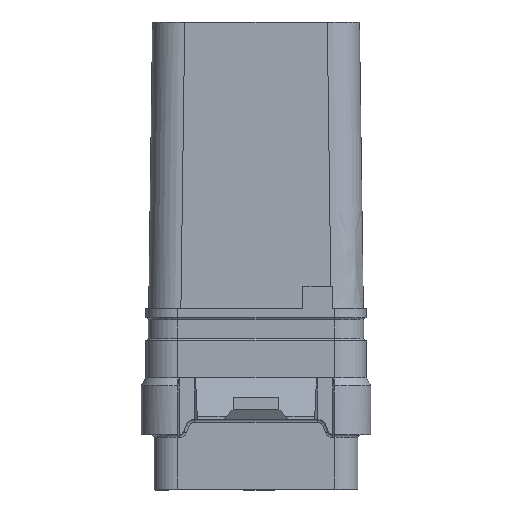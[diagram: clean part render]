
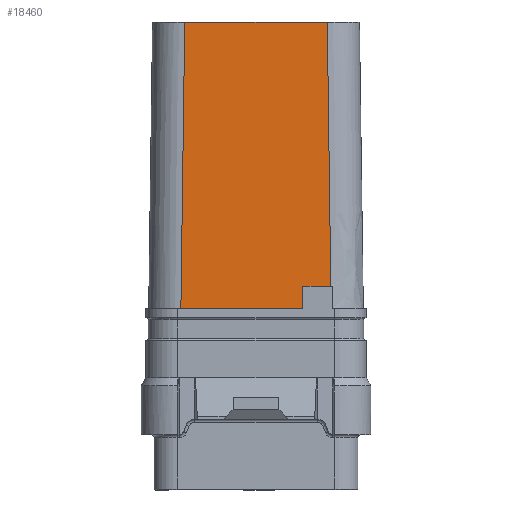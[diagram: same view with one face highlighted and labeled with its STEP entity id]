
A CAD part, front view. The second image highlights one B-rep face of the part: STEP entity #18460.
In plain terms, the highlighted planar face has unit normal (0, -1, 0.013).
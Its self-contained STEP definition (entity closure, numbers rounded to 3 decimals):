
#61=DIRECTION('',(1.,0.,0.));
#62=VECTOR('',#61,7.95);
#63=CARTESIAN_POINT('',(-4.9,-6.,0.));
#64=LINE('',#63,#62);
#65=DIRECTION('',(0.,0.013,1.));
#66=VECTOR('',#65,1.45);
#67=CARTESIAN_POINT('',(3.05,-6.,0.));
#68=LINE('',#67,#66);
#69=DIRECTION('',(0.013,0.013,1.));
#70=VECTOR('',#69,18.683);
#71=CARTESIAN_POINT('',(-4.9,-6.,0.));
#72=LINE('',#71,#70);
#73=DIRECTION('',(-1.,0.,0.));
#74=VECTOR('',#73,1.831);
#75=CARTESIAN_POINT('',(4.881,-5.981,1.45));
#76=LINE('',#75,#74);
#106=DIRECTION('',(-0.013,0.013,1.));
#107=VECTOR('',#106,17.233);
#108=CARTESIAN_POINT('',(4.881,-5.981,1.45));
#109=LINE('',#108,#107);
#4835=DIRECTION('',(1.,0.,0.));
#4836=VECTOR('',#4835,9.3);
#4837=CARTESIAN_POINT('',(-4.65,-5.75,18.68));
#4838=LINE('',#4837,#4836);
#15511=CARTESIAN_POINT('',(-4.65,-5.75,18.68));
#15512=VERTEX_POINT('',#15511);
#15513=CARTESIAN_POINT('',(4.65,-5.75,18.68));
#15514=VERTEX_POINT('',#15513);
#15527=CARTESIAN_POINT('',(-4.9,-6.,0.));
#15528=VERTEX_POINT('',#15527);
#15598=CARTESIAN_POINT('',(3.05,-6.,0.));
#15600=VERTEX_POINT('',#15598);
#15605=CARTESIAN_POINT('',(3.05,-5.981,1.45));
#15606=VERTEX_POINT('',#15605);
#15607=CARTESIAN_POINT('',(4.881,-5.981,1.45));
#15608=VERTEX_POINT('',#15607);
#18443=CARTESIAN_POINT('',(0.,-5.875,9.34));
#18444=DIRECTION('',(0.,-1.,0.013));
#18445=DIRECTION('',(1.,0.,0.));
#18446=AXIS2_PLACEMENT_3D('',#18443,#18444,#18445);
#18447=PLANE('',#18446);
#18448=ORIENTED_EDGE('',*,*,#18434,.F.);
#18449=ORIENTED_EDGE('',*,*,#18423,.F.);
#18451=ORIENTED_EDGE('',*,*,#18450,.T.);
#18453=ORIENTED_EDGE('',*,*,#18452,.T.);
#18455=ORIENTED_EDGE('',*,*,#18454,.F.);
#18457=ORIENTED_EDGE('',*,*,#18456,.T.);
#18458=EDGE_LOOP('',(#18448,#18449,#18451,#18453,#18455,#18457));
#18459=FACE_OUTER_BOUND('',#18458,.F.);
#18460=ADVANCED_FACE('',(#18459),#18447,.T.);
#18423=EDGE_CURVE('',#15528,#15600,#64,.T.);
#18434=EDGE_CURVE('',#15600,#15606,#68,.T.);
#18450=EDGE_CURVE('',#15528,#15512,#72,.T.);
#18452=EDGE_CURVE('',#15512,#15514,#4838,.T.);
#18454=EDGE_CURVE('',#15608,#15514,#109,.T.);
#18456=EDGE_CURVE('',#15608,#15606,#76,.T.);
